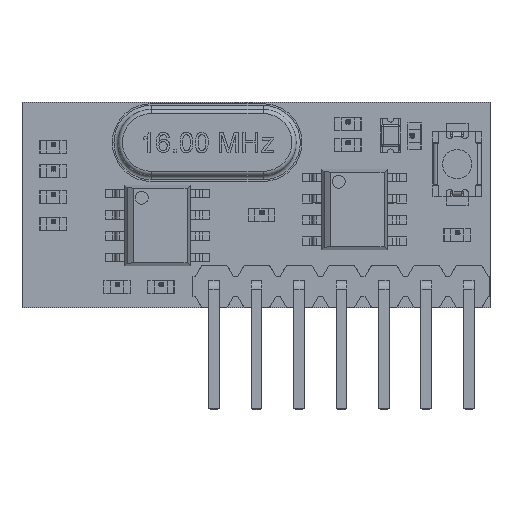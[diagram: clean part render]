
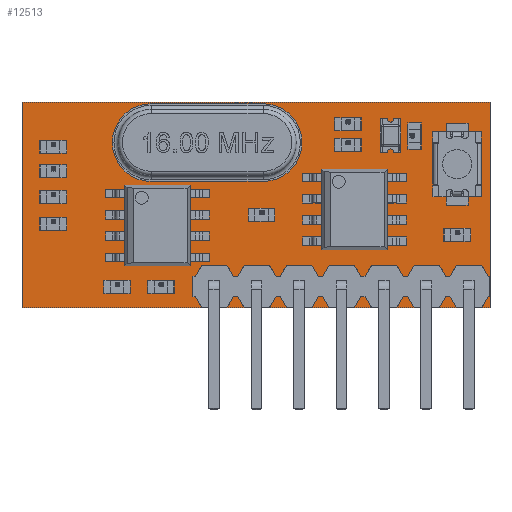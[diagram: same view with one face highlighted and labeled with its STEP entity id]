
A CAD part, top view. The second image highlights one B-rep face of the part: STEP entity #12513.
In plain terms, the highlighted planar face has unit normal (0, 0, 1).
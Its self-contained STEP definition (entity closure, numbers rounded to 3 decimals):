
#1860 = LINE ( 'NONE', #4845, #13879 ) ;
#4001 = DIRECTION ( 'NONE',  ( 0., -1., 0. ) ) ;
#4845 = CARTESIAN_POINT ( 'NONE',  ( -14., 6.15, 0.55 ) ) ;
#6443 = CARTESIAN_POINT ( 'NONE',  ( 14., 6.15, 0.55 ) ) ;
#7233 = ORIENTED_EDGE ( 'NONE', *, *, #17996, .T. ) ;
#10151 = ORIENTED_EDGE ( 'NONE', *, *, #19034, .T. ) ;
#12059 = AXIS2_PLACEMENT_3D ( 'NONE', #28261, #41438, #18568 ) ;
#12513 = ADVANCED_FACE ( 'NONE', ( #22410 ), #39043, .T. ) ;
#13879 = VECTOR ( 'NONE', #17992, 1000. ) ;
#13919 = CARTESIAN_POINT ( 'NONE',  ( -14., -6.15, 0.55 ) ) ;
#13994 = CARTESIAN_POINT ( 'NONE',  ( -14., 6.15, 0.55 ) ) ;
#14008 = VERTEX_POINT ( 'NONE', #16993 ) ;
#14547 = DIRECTION ( 'NONE',  ( 1., 0., 0. ) ) ;
#15180 = CARTESIAN_POINT ( 'NONE',  ( 14., 6.15, 0.55 ) ) ;
#16993 = CARTESIAN_POINT ( 'NONE',  ( 14., -6.15, 0.55 ) ) ;
#17992 = DIRECTION ( 'NONE',  ( -1., 0., 0. ) ) ;
#17996 = EDGE_CURVE ( 'NONE', #25594, #18617, #20130, .T. ) ;
#18568 = DIRECTION ( 'NONE',  ( 1., 0., 0. ) ) ;
#18617 = VERTEX_POINT ( 'NONE', #23475 ) ;
#18693 = ORIENTED_EDGE ( 'NONE', *, *, #36186, .T. ) ;
#19034 = EDGE_CURVE ( 'NONE', #23991, #25594, #1860, .T. ) ;
#20123 = ORIENTED_EDGE ( 'NONE', *, *, #27181, .T. ) ;
#20130 = LINE ( 'NONE', #37180, #24211 ) ;
#22410 = FACE_OUTER_BOUND ( 'NONE', #25289, .T. ) ;
#23475 = CARTESIAN_POINT ( 'NONE',  ( -14., -6.15, 0.55 ) ) ;
#23991 = VERTEX_POINT ( 'NONE', #6443 ) ;
#24211 = VECTOR ( 'NONE', #4001, 1000. ) ;
#25289 = EDGE_LOOP ( 'NONE', ( #18693, #10151, #7233, #20123 ) ) ;
#25342 = LINE ( 'NONE', #15180, #42077 ) ;
#25594 = VERTEX_POINT ( 'NONE', #13994 ) ;
#27181 = EDGE_CURVE ( 'NONE', #18617, #14008, #36797, .T. ) ;
#28261 = CARTESIAN_POINT ( 'NONE',  ( 0., 0., 0.55 ) ) ;
#30310 = VECTOR ( 'NONE', #14547, 1000. ) ;
#36186 = EDGE_CURVE ( 'NONE', #14008, #23991, #25342, .T. ) ;
#36797 = LINE ( 'NONE', #13919, #30310 ) ;
#37180 = CARTESIAN_POINT ( 'NONE',  ( -14., 6.15, 0.55 ) ) ;
#38922 = DIRECTION ( 'NONE',  ( 0., 1., 0. ) ) ;
#39043 = PLANE ( 'NONE',  #12059 ) ;
#41438 = DIRECTION ( 'NONE',  ( 0., 0., 1. ) ) ;
#42077 = VECTOR ( 'NONE', #38922, 1000. ) ;
